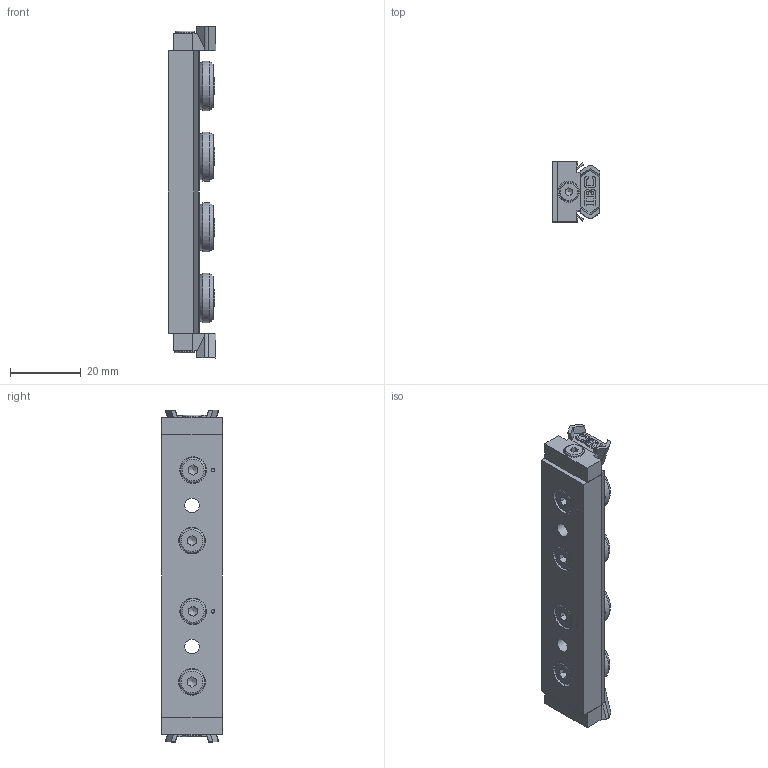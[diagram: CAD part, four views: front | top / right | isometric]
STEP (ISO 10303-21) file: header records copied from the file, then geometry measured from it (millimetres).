
FILE_DESCRIPTION((''),'2;1');
FILE_NAME('CL 18-22.B.stp','2012-07-24T10:46:45',('VSkokov'),(''),'Autodesk Inventor 2012','Autodesk Inventor 2012','');
FILE_SCHEMA(('AUTOMOTIVE_DESIGN { 1 0 10303 214 1 1 1 1 }'));
Length unit declared in the file: millimetre
Products named in the file (18): CL 18-22; # LL.CL 18-22-B; ABS X18; DIN 7984 M3 x 6; CBRE 14-18; 18 Lager; AR--CBRY 14-18; IR--CBRY 14-18; Käfig J--CBRY 14-18; K_2,000_K; DI.625; GU.625; ST.625; SRE 5-18; CBRS 14-18; SRS 5-18; DIN 7984 M4 x 6; Abstreiferlippe 80mm
Assembly tree (35 placements, depth 5):
  CL 18-22
    # LL.CL 18-22-B
    ABS X18  x2
    DIN 7984 M3 x 6  x2
    CBRE 14-18  x2
      18 Lager
        AR--CBRY 14-18
        IR--CBRY 14-18
        Käfig J--CBRY 14-18  x2
        K_2,000_K  x8
        DI.625  x2
          GU.625
          ST.625
      SRE 5-18
    CBRS 14-18  x2
      18 Lager
        AR--CBRY 14-18
        IR--CBRY 14-18
        Käfig J--CBRY 14-18  x2
        K_2,000_K  x8
        DI.625  x2
          GU.625
          ST.625
      SRS 5-18
    DIN 7984 M4 x 6  x4
    Abstreiferlippe 80mm  x2
Bounding box: 13.5 x 17 x 94 mm (x, y, z)
Volume: 12968.6 mm3; surface area: 19359.3 mm2
Topology: 79 solids, 79 shells, 1408 faces, 3540 edges, 2308 vertices
Faces by surface type: plane 514, torus 332, cylinder 266, sphere 160, cone 124, bspline 12
Full cylindrical faces by diameter (mm): 0.5 x64, 1 x2, 2.459 x2, 3 x2, 3.242 x4, 3.5 x2, 4 x4, 4.134 x2, 4.5 x4, 4.98 x4, 5 x4, 5.5 x2, 6 x10, 7 x4, 7.35 x8, 7.5 x12, 8 x8, 8.457 x16, 9.2 x8, 9.8 x8, 10.2 x8, 10.3 x8, 10.5 x16, 11.2 x8, 11.5 x8, 11.8 x8
Entity records: 11366 total; most frequent: CARTESIAN_POINT 3031, DIRECTION 1671, ORIENTED_EDGE 1436, EDGE_CURVE 718, AXIS2_PLACEMENT_3D 687, VERTEX_POINT 530, EDGE_LOOP 522, FACE_OUTER_BOUND 348
